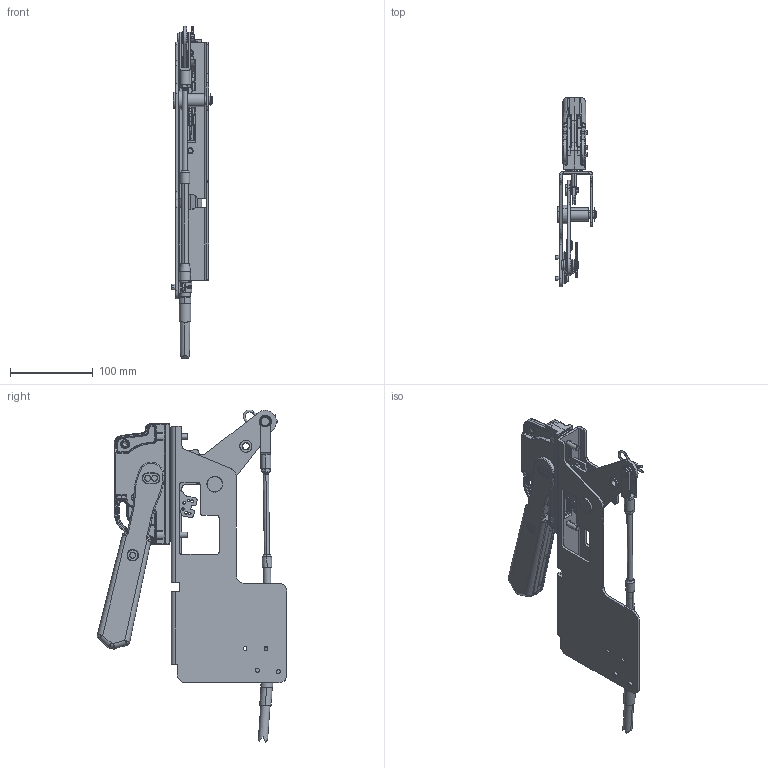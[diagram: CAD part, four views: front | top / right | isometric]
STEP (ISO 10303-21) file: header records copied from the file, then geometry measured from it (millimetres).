
FILE_DESCRIPTION((''),'2;1');
FILE_NAME('2TSE730003P1101','2017-03-09T',('USLAWIL2'),(''),'CREO PARAMETRIC BY PTC INC, 2015290','CREO PARAMETRIC BY PTC INC, 2015290','');
FILE_SCHEMA(('CONFIG_CONTROL_DESIGN'));
Products named in the file (1): 2TSE730003P1101
Bounding box: 49.34 x 230.17 x 402.4 mm (x, y, z)
Surface area: 203882.3 mm2 (no closed solid volume)
Topology: 0 solids, 1515 shells, 1515 faces, 7587 edges, 7577 vertices
Faces by surface type: plane 455, cylinder 338, extrusion 225, torus 197, bspline 155, cone 130, sphere 15
Entity records: 96749 total; most frequent: CARTESIAN_POINT 43175, DIRECTION 8977, VERTEX_POINT 7577, ORIENTED_EDGE 7577, EDGE_CURVE 7577, VECTOR 3591, LINE 3366, B_SPLINE_CURVE_WITH_KNOTS 2878
